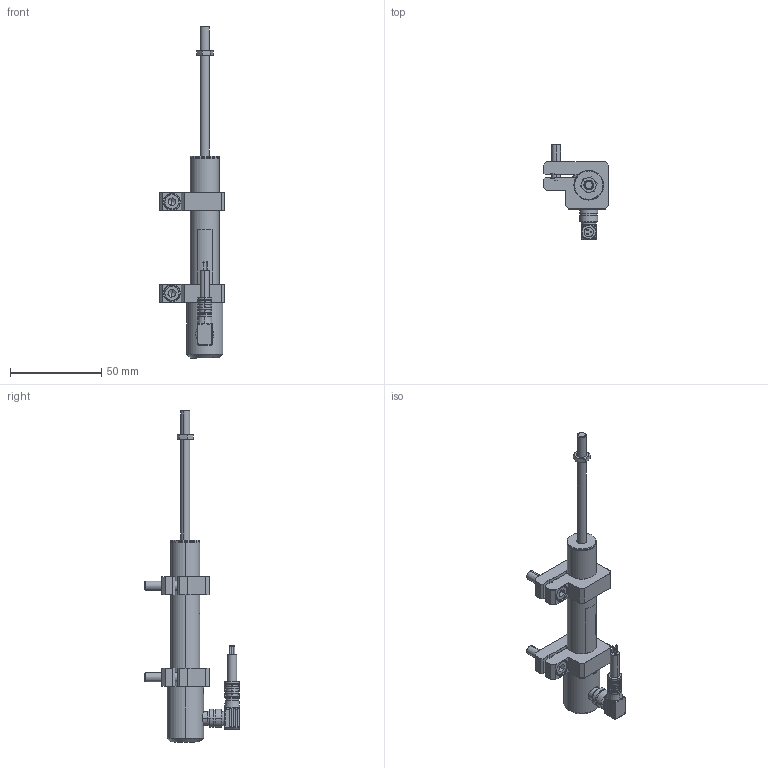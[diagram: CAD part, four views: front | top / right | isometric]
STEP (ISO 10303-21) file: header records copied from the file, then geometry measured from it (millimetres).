
FILE_DESCRIPTION (( 'STEP AP214' ), '1' );
FILE_NAME ('TX2_0050_Stecker_aus_Montageblock.STEP', '2011-01-25T08:25:57', ( 'novotechnik' ), ( 'novotechnik' ), 'SwSTEP 2.0', 'SolidWorks 2010', '' );
FILE_SCHEMA (( 'AUTOMOTIVE_DESIGN' ));
Length unit declared in the file: millimetre
Products named in the file (1): TX2_0050_Stecker_aus_Montageblock
Bounding box: 36 x 52.3 x 182.1 mm (x, y, z)
Surface area: 17390.6 mm2 (no closed solid volume)
Topology: 0 solids, 17 shells, 584 faces, 1576 edges, 951 vertices
Faces by surface type: cylinder 248, plane 187, torus 62, cone 52, bspline 35
Entity records: 25453 total; most frequent: CARTESIAN_POINT 5113, DIRECTION 2916, ORIENTED_EDGE 2808, EDGE_CURVE 1561, AXIS2_PLACEMENT_3D 1100, VERTEX_POINT 951, LINE 716, VECTOR 716
